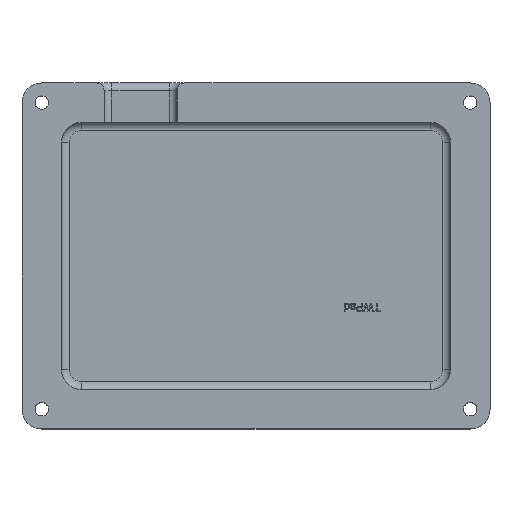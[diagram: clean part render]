
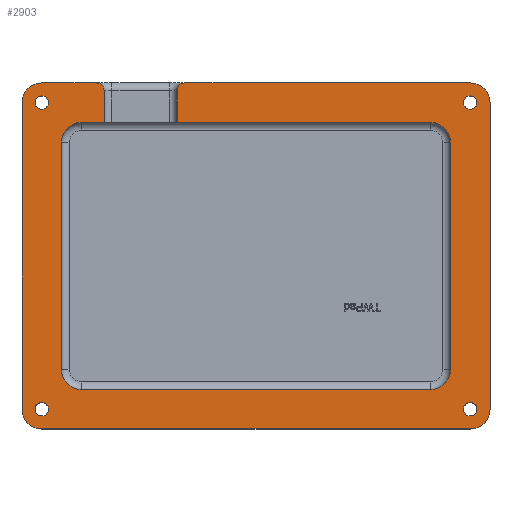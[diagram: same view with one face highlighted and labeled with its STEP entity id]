
A CAD part, top view. The second image highlights one B-rep face of the part: STEP entity #2903.
In plain terms, the highlighted planar face has unit normal (0, 0, 1).
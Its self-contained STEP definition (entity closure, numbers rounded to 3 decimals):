
#216=FACE_BOUND('',#1000,.T.);
#217=FACE_BOUND('',#1001,.T.);
#218=FACE_BOUND('',#1002,.T.);
#219=FACE_BOUND('',#1003,.T.);
#237=PLANE('',#3099);
#310=LINE('',#3888,#556);
#314=LINE('',#3895,#560);
#315=LINE('',#3900,#561);
#316=LINE('',#3904,#562);
#317=LINE('',#3908,#563);
#318=LINE('',#3911,#564);
#319=LINE('',#3913,#565);
#320=LINE('',#3917,#566);
#321=LINE('',#3921,#567);
#322=LINE('',#3925,#568);
#323=LINE('',#3929,#569);
#324=LINE('',#3930,#570);
#556=VECTOR('',#3302,10.);
#560=VECTOR('',#3306,10.);
#561=VECTOR('',#3311,10.);
#562=VECTOR('',#3314,10.);
#563=VECTOR('',#3317,10.);
#564=VECTOR('',#3320,10.);
#565=VECTOR('',#3321,10.);
#566=VECTOR('',#3324,10.);
#567=VECTOR('',#3327,10.);
#568=VECTOR('',#3330,10.);
#569=VECTOR('',#3333,10.);
#570=VECTOR('',#3334,10.);
#829=FACE_OUTER_BOUND('',#999,.T.);
#999=EDGE_LOOP('',(#2027,#2028,#2029,#2030,#2031,#2032,#2033,#2034,#2035,
#2036,#2037,#2038,#2039,#2040,#2041,#2042,#2043,#2044,#2045,#2046,#2047,
#2048));
#1000=EDGE_LOOP('',(#2049));
#1001=EDGE_LOOP('',(#2050));
#1002=EDGE_LOOP('',(#2051));
#1003=EDGE_LOOP('',(#2052));
#1185=CIRCLE('',#3085,2.);
#1191=CIRCLE('',#3094,2.);
#1193=CIRCLE('',#3100,5.);
#1194=CIRCLE('',#3101,5.);
#1195=CIRCLE('',#3102,5.);
#1196=CIRCLE('',#3103,5.);
#1197=CIRCLE('',#3104,5.);
#1198=CIRCLE('',#3105,5.);
#1199=CIRCLE('',#3106,5.);
#1200=CIRCLE('',#3107,5.);
#1201=CIRCLE('',#3108,1.7);
#1202=CIRCLE('',#3109,1.7);
#1203=CIRCLE('',#3110,1.7);
#1204=CIRCLE('',#3111,1.7);
#1253=VERTEX_POINT('',#3851);
#1254=VERTEX_POINT('',#3852);
#1261=VERTEX_POINT('',#3872);
#1262=VERTEX_POINT('',#3873);
#1265=VERTEX_POINT('',#3887);
#1268=VERTEX_POINT('',#3893);
#1269=VERTEX_POINT('',#3897);
#1270=VERTEX_POINT('',#3899);
#1271=VERTEX_POINT('',#3901);
#1272=VERTEX_POINT('',#3903);
#1273=VERTEX_POINT('',#3905);
#1274=VERTEX_POINT('',#3907);
#1275=VERTEX_POINT('',#3910);
#1276=VERTEX_POINT('',#3912);
#1277=VERTEX_POINT('',#3914);
#1278=VERTEX_POINT('',#3916);
#1279=VERTEX_POINT('',#3918);
#1280=VERTEX_POINT('',#3920);
#1281=VERTEX_POINT('',#3922);
#1282=VERTEX_POINT('',#3924);
#1283=VERTEX_POINT('',#3926);
#1284=VERTEX_POINT('',#3928);
#1285=VERTEX_POINT('',#3931);
#1286=VERTEX_POINT('',#3933);
#1287=VERTEX_POINT('',#3935);
#1288=VERTEX_POINT('',#3937);
#1545=EDGE_CURVE('',#1253,#1254,#1185,.T.);
#1555=EDGE_CURVE('',#1261,#1262,#1191,.T.);
#1563=EDGE_CURVE('',#1265,#1262,#310,.T.);
#1567=EDGE_CURVE('',#1253,#1268,#314,.T.);
#1568=EDGE_CURVE('',#1269,#1268,#1193,.T.);
#1569=EDGE_CURVE('',#1269,#1270,#315,.T.);
#1570=EDGE_CURVE('',#1271,#1270,#1194,.T.);
#1571=EDGE_CURVE('',#1271,#1272,#316,.T.);
#1572=EDGE_CURVE('',#1273,#1272,#1195,.T.);
#1573=EDGE_CURVE('',#1273,#1274,#317,.T.);
#1574=EDGE_CURVE('',#1265,#1274,#1196,.T.);
#1575=EDGE_CURVE('',#1261,#1275,#318,.T.);
#1576=EDGE_CURVE('',#1275,#1276,#319,.T.);
#1577=EDGE_CURVE('',#1277,#1276,#1197,.T.);
#1578=EDGE_CURVE('',#1277,#1278,#320,.T.);
#1579=EDGE_CURVE('',#1279,#1278,#1198,.T.);
#1580=EDGE_CURVE('',#1279,#1280,#321,.T.);
#1581=EDGE_CURVE('',#1281,#1280,#1199,.T.);
#1582=EDGE_CURVE('',#1281,#1282,#322,.T.);
#1583=EDGE_CURVE('',#1283,#1282,#1200,.T.);
#1584=EDGE_CURVE('',#1283,#1284,#323,.T.);
#1585=EDGE_CURVE('',#1284,#1254,#324,.T.);
#1586=EDGE_CURVE('',#1285,#1285,#1201,.T.);
#1587=EDGE_CURVE('',#1286,#1286,#1202,.T.);
#1588=EDGE_CURVE('',#1287,#1287,#1203,.T.);
#1589=EDGE_CURVE('',#1288,#1288,#1204,.T.);
#2027=ORIENTED_EDGE('',*,*,#1545,.F.);
#2028=ORIENTED_EDGE('',*,*,#1567,.T.);
#2029=ORIENTED_EDGE('',*,*,#1568,.F.);
#2030=ORIENTED_EDGE('',*,*,#1569,.T.);
#2031=ORIENTED_EDGE('',*,*,#1570,.F.);
#2032=ORIENTED_EDGE('',*,*,#1571,.T.);
#2033=ORIENTED_EDGE('',*,*,#1572,.F.);
#2034=ORIENTED_EDGE('',*,*,#1573,.T.);
#2035=ORIENTED_EDGE('',*,*,#1574,.F.);
#2036=ORIENTED_EDGE('',*,*,#1563,.T.);
#2037=ORIENTED_EDGE('',*,*,#1555,.F.);
#2038=ORIENTED_EDGE('',*,*,#1575,.T.);
#2039=ORIENTED_EDGE('',*,*,#1576,.T.);
#2040=ORIENTED_EDGE('',*,*,#1577,.F.);
#2041=ORIENTED_EDGE('',*,*,#1578,.T.);
#2042=ORIENTED_EDGE('',*,*,#1579,.F.);
#2043=ORIENTED_EDGE('',*,*,#1580,.T.);
#2044=ORIENTED_EDGE('',*,*,#1581,.F.);
#2045=ORIENTED_EDGE('',*,*,#1582,.T.);
#2046=ORIENTED_EDGE('',*,*,#1583,.F.);
#2047=ORIENTED_EDGE('',*,*,#1584,.T.);
#2048=ORIENTED_EDGE('',*,*,#1585,.T.);
#2049=ORIENTED_EDGE('',*,*,#1586,.T.);
#2050=ORIENTED_EDGE('',*,*,#1587,.T.);
#2051=ORIENTED_EDGE('',*,*,#1588,.T.);
#2052=ORIENTED_EDGE('',*,*,#1589,.T.);
#2903=ADVANCED_FACE('',(#829,#216,#217,#218,#219),#237,.T.);
#3085=AXIS2_PLACEMENT_3D('',#3853,#3264,#3265);
#3094=AXIS2_PLACEMENT_3D('',#3874,#3286,#3287);
#3099=AXIS2_PLACEMENT_3D('',#3896,#3307,#3308);
#3100=AXIS2_PLACEMENT_3D('',#3898,#3309,#3310);
#3101=AXIS2_PLACEMENT_3D('',#3902,#3312,#3313);
#3102=AXIS2_PLACEMENT_3D('',#3906,#3315,#3316);
#3103=AXIS2_PLACEMENT_3D('',#3909,#3318,#3319);
#3104=AXIS2_PLACEMENT_3D('',#3915,#3322,#3323);
#3105=AXIS2_PLACEMENT_3D('',#3919,#3325,#3326);
#3106=AXIS2_PLACEMENT_3D('',#3923,#3328,#3329);
#3107=AXIS2_PLACEMENT_3D('',#3927,#3331,#3332);
#3108=AXIS2_PLACEMENT_3D('',#3932,#3335,#3336);
#3109=AXIS2_PLACEMENT_3D('',#3934,#3337,#3338);
#3110=AXIS2_PLACEMENT_3D('',#3936,#3339,#3340);
#3111=AXIS2_PLACEMENT_3D('',#3938,#3341,#3342);
#3264=DIRECTION('center_axis',(0.,0.,-1.));
#3265=DIRECTION('ref_axis',(0.707,0.707,0.));
#3286=DIRECTION('center_axis',(0.,0.,-1.));
#3287=DIRECTION('ref_axis',(-0.707,0.707,0.));
#3302=DIRECTION('',(-1.,0.,0.));
#3306=DIRECTION('',(-1.,0.,0.));
#3307=DIRECTION('center_axis',(0.,0.,1.));
#3308=DIRECTION('ref_axis',(1.,0.,0.));
#3309=DIRECTION('center_axis',(0.,0.,-1.));
#3310=DIRECTION('ref_axis',(-0.707,0.707,0.));
#3311=DIRECTION('',(0.,-1.,0.));
#3312=DIRECTION('center_axis',(0.,0.,-1.));
#3313=DIRECTION('ref_axis',(-0.707,-0.707,0.));
#3314=DIRECTION('',(1.,0.,0.));
#3315=DIRECTION('center_axis',(0.,0.,-1.));
#3316=DIRECTION('ref_axis',(0.707,-0.707,0.));
#3317=DIRECTION('',(0.,1.,0.));
#3318=DIRECTION('center_axis',(0.,0.,-1.));
#3319=DIRECTION('ref_axis',(0.707,0.707,0.));
#3320=DIRECTION('',(0.,-1.,0.));
#3321=DIRECTION('',(1.,0.,0.));
#3322=DIRECTION('center_axis',(0.,0.,1.));
#3323=DIRECTION('ref_axis',(0.707,0.707,0.));
#3324=DIRECTION('',(0.,-1.,0.));
#3325=DIRECTION('center_axis',(0.,0.,1.));
#3326=DIRECTION('ref_axis',(0.707,-0.707,0.));
#3327=DIRECTION('',(-1.,0.,0.));
#3328=DIRECTION('center_axis',(0.,0.,1.));
#3329=DIRECTION('ref_axis',(-0.707,-0.707,0.));
#3330=DIRECTION('',(0.,1.,0.));
#3331=DIRECTION('center_axis',(0.,0.,1.));
#3332=DIRECTION('ref_axis',(-0.707,0.707,0.));
#3333=DIRECTION('',(1.,0.,0.));
#3334=DIRECTION('',(0.,1.,0.));
#3335=DIRECTION('center_axis',(0.,0.,-1.));
#3336=DIRECTION('ref_axis',(1.,0.,0.));
#3337=DIRECTION('center_axis',(0.,0.,-1.));
#3338=DIRECTION('ref_axis',(1.,0.,0.));
#3339=DIRECTION('center_axis',(0.,0.,-1.));
#3340=DIRECTION('ref_axis',(1.,0.,0.));
#3341=DIRECTION('center_axis',(0.,0.,-1.));
#3342=DIRECTION('ref_axis',(1.,0.,0.));
#3851=CARTESIAN_POINT('',(-38.973,37.852,13.));
#3852=CARTESIAN_POINT('',(-36.973,35.852,13.));
#3853=CARTESIAN_POINT('Origin',(-38.973,35.852,13.));
#3872=CARTESIAN_POINT('',(-18.473,35.852,13.));
#3873=CARTESIAN_POINT('',(-16.473,37.852,13.));
#3874=CARTESIAN_POINT('Origin',(-16.473,35.852,13.));
#3887=CARTESIAN_POINT('',(55.827,37.852,13.));
#3888=CARTESIAN_POINT('',(-57.773,37.852,13.));
#3893=CARTESIAN_POINT('',(-52.773,37.852,13.));
#3895=CARTESIAN_POINT('',(-57.773,37.852,13.));
#3896=CARTESIAN_POINT('Origin',(-52.773,32.852,13.));
#3897=CARTESIAN_POINT('',(-57.773,32.852,13.));
#3898=CARTESIAN_POINT('Origin',(-52.773,32.852,13.));
#3899=CARTESIAN_POINT('',(-57.773,-44.848,13.));
#3900=CARTESIAN_POINT('',(-57.773,-49.848,13.));
#3901=CARTESIAN_POINT('',(-52.773,-49.848,13.));
#3902=CARTESIAN_POINT('Origin',(-52.773,-44.848,13.));
#3903=CARTESIAN_POINT('',(55.827,-49.848,13.));
#3904=CARTESIAN_POINT('',(60.827,-49.848,13.));
#3905=CARTESIAN_POINT('',(60.827,-44.848,13.));
#3906=CARTESIAN_POINT('Origin',(55.827,-44.848,13.));
#3907=CARTESIAN_POINT('',(60.827,32.852,13.));
#3908=CARTESIAN_POINT('',(60.827,37.852,13.));
#3909=CARTESIAN_POINT('Origin',(55.827,32.852,13.));
#3910=CARTESIAN_POINT('',(-18.473,27.852,13.));
#3911=CARTESIAN_POINT('',(-18.473,35.352,13.));
#3912=CARTESIAN_POINT('',(45.827,27.852,13.));
#3913=CARTESIAN_POINT('',(-47.773,27.852,13.));
#3914=CARTESIAN_POINT('',(50.827,22.852,13.));
#3915=CARTESIAN_POINT('Origin',(45.827,22.852,13.));
#3916=CARTESIAN_POINT('',(50.827,-34.848,13.));
#3917=CARTESIAN_POINT('',(50.827,27.852,13.));
#3918=CARTESIAN_POINT('',(45.827,-39.848,13.));
#3919=CARTESIAN_POINT('Origin',(45.827,-34.848,13.));
#3920=CARTESIAN_POINT('',(-42.773,-39.848,13.));
#3921=CARTESIAN_POINT('',(50.827,-39.848,13.));
#3922=CARTESIAN_POINT('',(-47.773,-34.848,13.));
#3923=CARTESIAN_POINT('Origin',(-42.773,-34.848,13.));
#3924=CARTESIAN_POINT('',(-47.773,22.852,13.));
#3925=CARTESIAN_POINT('',(-47.773,-39.848,13.));
#3926=CARTESIAN_POINT('',(-42.773,27.852,13.));
#3927=CARTESIAN_POINT('Origin',(-42.773,22.852,13.));
#3928=CARTESIAN_POINT('',(-36.973,27.852,13.));
#3929=CARTESIAN_POINT('',(-47.773,27.852,13.));
#3930=CARTESIAN_POINT('',(-36.973,30.352,13.));
#3931=CARTESIAN_POINT('',(-54.473,-44.848,13.));
#3932=CARTESIAN_POINT('Origin',(-52.773,-44.848,13.));
#3933=CARTESIAN_POINT('',(54.127,32.852,13.));
#3934=CARTESIAN_POINT('Origin',(55.827,32.852,13.));
#3935=CARTESIAN_POINT('',(54.127,-44.848,13.));
#3936=CARTESIAN_POINT('Origin',(55.827,-44.848,13.));
#3937=CARTESIAN_POINT('',(-54.473,32.852,13.));
#3938=CARTESIAN_POINT('Origin',(-52.773,32.852,13.));
